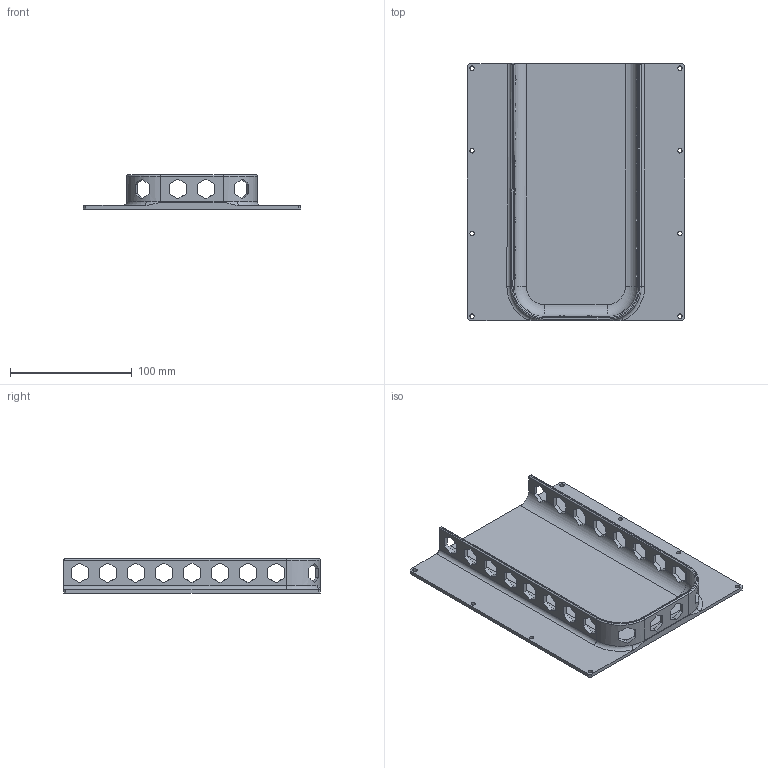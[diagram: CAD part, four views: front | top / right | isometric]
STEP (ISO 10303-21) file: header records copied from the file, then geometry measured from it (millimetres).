
FILE_DESCRIPTION(/* description */ (''),/* implementation_level */ '2;1');
FILE_NAME(/* name */ 'Lid - Drybox Holder - Rubbermaid 21qt.step',/* time_stamp */ '2022-08-20T14:21:40-05:00',/* author */ (''),/* organization */ (''),/* preprocessor_version */ 'ST-DEVELOPER v19',/* originating_system */ 'Autodesk Translation Framework v11.7.0.108',/* authorisation */ '');
FILE_SCHEMA (('AUTOMOTIVE_DESIGN { 1 0 10303 214 3 1 1 }'));
Length unit declared in the file: millimetre
Products named in the file (1): Lid - Drybox Holder - Rubbermaid 21qt
Bounding box: 178.6 x 211.39 x 28 mm (x, y, z)
Volume: 151428.2 mm3; surface area: 96274.1 mm2
Topology: 1 solids, 1 shells, 177 faces, 563 edges, 368 vertices
Faces by surface type: plane 141, cylinder 26, torus 10
Full cylindrical faces by diameter (mm): 3.6 x8
Entity records: 6397 total; most frequent: CARTESIAN_POINT 1177, ORIENTED_EDGE 1126, DIRECTION 1054, EDGE_CURVE 563, LINE 406, VECTOR 406, VERTEX_POINT 368, AXIS2_PLACEMENT_3D 324
